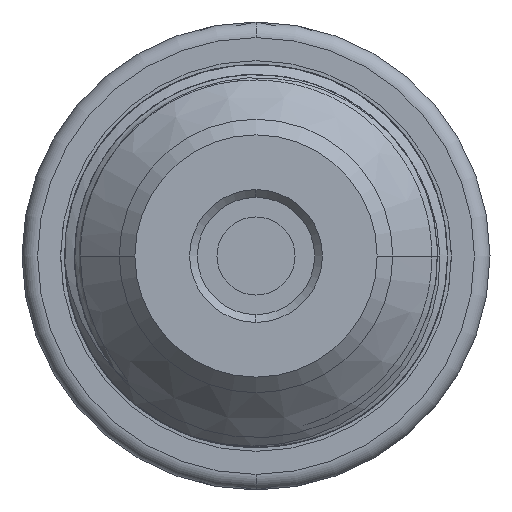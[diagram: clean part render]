
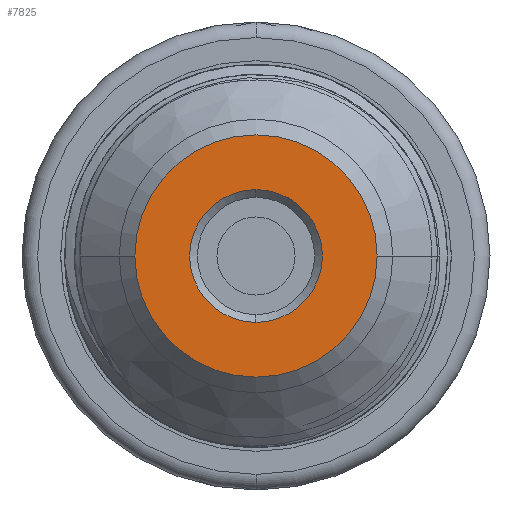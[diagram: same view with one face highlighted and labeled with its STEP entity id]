
A CAD part, left-side view. The second image highlights one B-rep face of the part: STEP entity #7825.
In plain terms, the highlighted planar face has unit normal (-1, 0, 0).
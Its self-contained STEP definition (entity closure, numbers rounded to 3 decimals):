
#2762=CARTESIAN_POINT('',(-21.,0.,0.));
#2763=DIRECTION('',(-1.,0.,0.));
#2764=DIRECTION('',(0.,1.,0.));
#2765=AXIS2_PLACEMENT_3D('',#2762,#2763,#2764);
#2767=CARTESIAN_POINT('',(-21.,0.,0.));
#2768=DIRECTION('',(-1.,0.,0.));
#2769=DIRECTION('',(0.,-1.,0.));
#2770=AXIS2_PLACEMENT_3D('',#2767,#2768,#2769);
#2772=CARTESIAN_POINT('',(-21.,0.,0.));
#2773=DIRECTION('',(1.,0.,0.));
#2774=DIRECTION('',(0.,0.,1.));
#2775=AXIS2_PLACEMENT_3D('',#2772,#2773,#2774);
#2777=CARTESIAN_POINT('',(-21.,0.,0.));
#2778=DIRECTION('',(1.,0.,0.));
#2779=DIRECTION('',(0.,0.,-1.));
#2780=AXIS2_PLACEMENT_3D('',#2777,#2778,#2779);
#4486=CARTESIAN_POINT('',(-21.,1.55,0.));
#4487=CARTESIAN_POINT('',(-21.,-1.55,0.));
#4488=VERTEX_POINT('',#4486);
#4489=VERTEX_POINT('',#4487);
#4666=CARTESIAN_POINT('',(-21.,0.,0.85));
#4667=CARTESIAN_POINT('',(-21.,0.,-0.85));
#4668=VERTEX_POINT('',#4666);
#4669=VERTEX_POINT('',#4667);
#7809=CARTESIAN_POINT('',(-21.,0.,0.));
#7810=DIRECTION('',(1.,0.,0.));
#7811=DIRECTION('',(0.,-1.,0.));
#7812=AXIS2_PLACEMENT_3D('',#7809,#7810,#7811);
#7813=PLANE('',#7812);
#7815=ORIENTED_EDGE('',*,*,#7814,.F.);
#7816=ORIENTED_EDGE('',*,*,#7799,.F.);
#7817=EDGE_LOOP('',(#7815,#7816));
#7818=FACE_OUTER_BOUND('',#7817,.F.);
#7820=ORIENTED_EDGE('',*,*,#7819,.F.);
#7822=ORIENTED_EDGE('',*,*,#7821,.F.);
#7823=EDGE_LOOP('',(#7820,#7822));
#7824=FACE_BOUND('',#7823,.F.);
#2766=CIRCLE('',#2765,1.55);
#2771=CIRCLE('',#2770,1.55);
#2776=CIRCLE('',#2775,0.85);
#2781=CIRCLE('',#2780,0.85);
#7799=EDGE_CURVE('',#4489,#4488,#2771,.T.);
#7814=EDGE_CURVE('',#4488,#4489,#2766,.T.);
#7819=EDGE_CURVE('',#4668,#4669,#2776,.T.);
#7821=EDGE_CURVE('',#4669,#4668,#2781,.T.);
#7825=ADVANCED_FACE('',(#7818,#7824),#7813,.F.);
